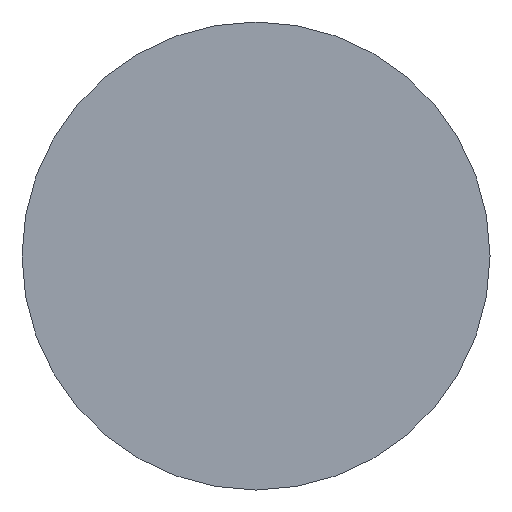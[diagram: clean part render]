
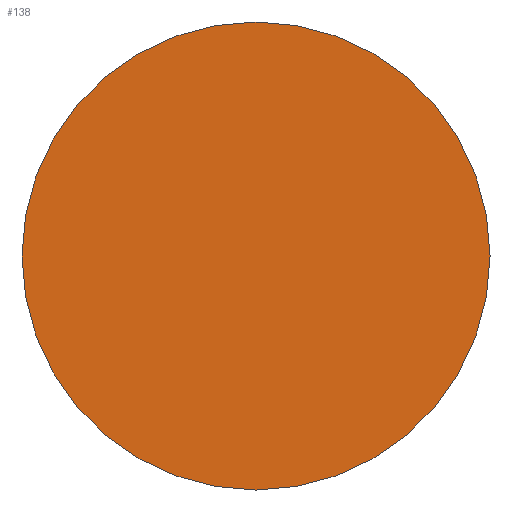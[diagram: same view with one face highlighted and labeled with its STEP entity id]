
A CAD part, left-side view. The second image highlights one B-rep face of the part: STEP entity #138.
In plain terms, the highlighted planar face has unit normal (-1, 0, 0).
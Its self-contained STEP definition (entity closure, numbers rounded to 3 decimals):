
#31 = EDGE_CURVE ( 'NONE', #98, #98, #39, .T. ) ;
#39 = CIRCLE ( 'NONE', #103, 50. ) ;
#74 = EDGE_LOOP ( 'NONE', ( #109 ) ) ;
#79 = AXIS2_PLACEMENT_3D ( 'NONE', #111, #201, #189 ) ;
#92 = CARTESIAN_POINT ( 'NONE',  ( 0., 0., 0. ) ) ;
#98 = VERTEX_POINT ( 'NONE', #169 ) ;
#103 = AXIS2_PLACEMENT_3D ( 'NONE', #92, #162, #190 ) ;
#109 = ORIENTED_EDGE ( 'NONE', *, *, #31, .T. ) ;
#111 = CARTESIAN_POINT ( 'NONE',  ( 0., 24.5, 0. ) ) ;
#138 = ADVANCED_FACE ( 'NONE', ( #164 ), #176, .F. ) ;
#162 = DIRECTION ( 'NONE',  ( -1., 0., 0. ) ) ;
#164 = FACE_OUTER_BOUND ( 'NONE', #74, .T. ) ;
#169 = CARTESIAN_POINT ( 'NONE',  ( 0., 0., -50. ) ) ;
#176 = PLANE ( 'NONE',  #79 ) ;
#189 = DIRECTION ( 'NONE',  ( 0., 0., -1. ) ) ;
#190 = DIRECTION ( 'NONE',  ( 0., 0., -1. ) ) ;
#201 = DIRECTION ( 'NONE',  ( 1., 0., 0. ) ) ;
